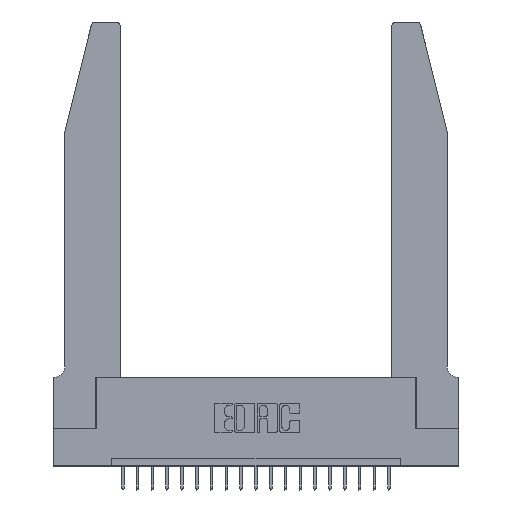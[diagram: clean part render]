
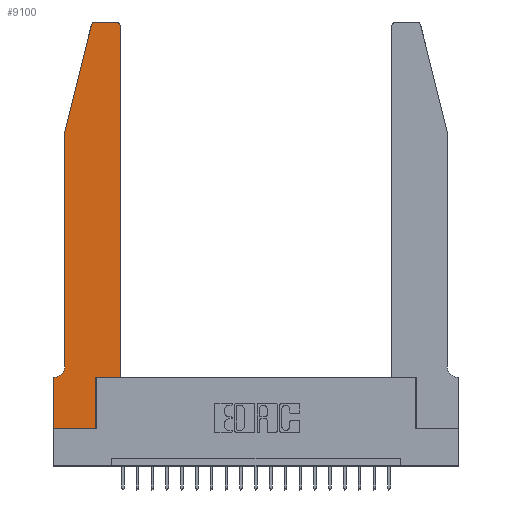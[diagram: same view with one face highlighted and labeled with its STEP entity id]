
A CAD part, top view. The second image highlights one B-rep face of the part: STEP entity #9100.
In plain terms, the highlighted planar face has unit normal (0, 0, 1).
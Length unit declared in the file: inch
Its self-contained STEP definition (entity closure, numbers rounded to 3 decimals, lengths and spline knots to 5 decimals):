
#9 = VERTEX_POINT ( 'NONE', #5723 ) ;
#214 = CARTESIAN_POINT ( 'NONE',  ( 0.4205, 2.72, 0.37 ) ) ;
#249 = LINE ( 'NONE', #8468, #5867 ) ;
#463 = VECTOR ( 'NONE', #1950, 39.37008 ) ;
#476 = EDGE_CURVE ( 'NONE', #2499, #15122, #13664, .T. ) ;
#501 = CARTESIAN_POINT ( 'NONE',  ( 0., 0., 0.37 ) ) ;
#504 = VERTEX_POINT ( 'NONE', #6984 ) ;
#706 = DIRECTION ( 'NONE',  ( 1., 0., 0. ) ) ;
#751 = LINE ( 'NONE', #20079, #9071 ) ;
#815 = EDGE_CURVE ( 'NONE', #15122, #2594, #751, .T. ) ;
#1410 = ORIENTED_EDGE ( 'NONE', *, *, #12269, .T. ) ;
#1617 = CARTESIAN_POINT ( 'NONE',  ( 0.25487, 2.72718, 0.37 ) ) ;
#1889 = VECTOR ( 'NONE', #16768, 39.37008 ) ;
#1894 = CARTESIAN_POINT ( 'NONE',  ( 0., 0.35, 0.37 ) ) ;
#1950 = DIRECTION ( 'NONE',  ( 0., 1., 0. ) ) ;
#2037 = PLANE ( 'NONE',  #7161 ) ;
#2499 = VERTEX_POINT ( 'NONE', #1617 ) ;
#2594 = VERTEX_POINT ( 'NONE', #13994 ) ;
#2671 = EDGE_CURVE ( 'NONE', #19501, #21029, #8434, .T. ) ;
#4476 = DIRECTION ( 'NONE',  ( 0., 0., 1. ) ) ;
#4985 = ORIENTED_EDGE ( 'NONE', *, *, #21360, .T. ) ;
#5332 = DIRECTION ( 'NONE',  ( 1., 0., 0. ) ) ;
#5362 = DIRECTION ( 'NONE',  ( 0., 0., 1. ) ) ;
#5723 = CARTESIAN_POINT ( 'NONE',  ( 0.4505, 0.35, 0.37 ) ) ;
#5867 = VECTOR ( 'NONE', #8236, 39.37008 ) ;
#6243 = CARTESIAN_POINT ( 'NONE',  ( 0.2605, 2.75, 0.37 ) ) ;
#6824 = CARTESIAN_POINT ( 'NONE',  ( 0.4505, 2.72, 0.37 ) ) ;
#6882 = LINE ( 'NONE', #6904, #463 ) ;
#6904 = CARTESIAN_POINT ( 'NONE',  ( 0.2865, 0.35, 0.37 ) ) ;
#6953 = VERTEX_POINT ( 'NONE', #18924 ) ;
#6984 = CARTESIAN_POINT ( 'NONE',  ( 0.0055, 0.35, 0.37 ) ) ;
#7054 = DIRECTION ( 'NONE',  ( -0.239, -0.971, 0. ) ) ;
#7161 = AXIS2_PLACEMENT_3D ( 'NONE', #1894, #13909, #5332 ) ;
#7889 = VECTOR ( 'NONE', #18968, 39.37008 ) ;
#8044 = LINE ( 'NONE', #16670, #17742 ) ;
#8236 = DIRECTION ( 'NONE',  ( -1., 0., 0. ) ) ;
#8394 = ORIENTED_EDGE ( 'NONE', *, *, #815, .T. ) ;
#8434 = LINE ( 'NONE', #8583, #7889 ) ;
#8468 = CARTESIAN_POINT ( 'NONE',  ( 0.0755, 0.35, 0.37 ) ) ;
#8583 = CARTESIAN_POINT ( 'NONE',  ( 0., 0., 0.37 ) ) ;
#8862 = LINE ( 'NONE', #6243, #1889 ) ;
#9071 = VECTOR ( 'NONE', #11399, 39.37008 ) ;
#9100 = ADVANCED_FACE ( 'NONE', ( #15648 ), #2037, .T. ) ;
#9414 = CARTESIAN_POINT ( 'NONE',  ( 0.0055, 0.42, 0.37 ) ) ;
#9891 = CARTESIAN_POINT ( 'NONE',  ( 0.284, 2.72, 0.37 ) ) ;
#10395 = CARTESIAN_POINT ( 'NONE',  ( 0.2865, 0., 0.37 ) ) ;
#10414 = CIRCLE ( 'NONE', #18297, 0.03 ) ;
#10583 = ORIENTED_EDGE ( 'NONE', *, *, #13238, .T. ) ;
#10645 = ORIENTED_EDGE ( 'NONE', *, *, #16657, .T. ) ;
#10963 = CARTESIAN_POINT ( 'NONE',  ( 0.4205, 2.75, 0.37 ) ) ;
#11399 = DIRECTION ( 'NONE',  ( 0., -1., 0. ) ) ;
#11592 = ORIENTED_EDGE ( 'NONE', *, *, #20297, .T. ) ;
#11649 = CARTESIAN_POINT ( 'NONE',  ( 0.4505, 0.35, 0.37 ) ) ;
#12269 = EDGE_CURVE ( 'NONE', #21029, #6953, #6882, .T. ) ;
#12345 = CIRCLE ( 'NONE', #15773, 0.03 ) ;
#12606 = EDGE_CURVE ( 'NONE', #13043, #2499, #10414, .T. ) ;
#12928 = CARTESIAN_POINT ( 'NONE',  ( 0., 0.35, 0.37 ) ) ;
#13043 = VERTEX_POINT ( 'NONE', #21438 ) ;
#13228 = DIRECTION ( 'NONE',  ( 0., -1., 0. ) ) ;
#13238 = EDGE_CURVE ( 'NONE', #16671, #13043, #8862, .T. ) ;
#13570 = EDGE_CURVE ( 'NONE', #2594, #504, #18014, .T. ) ;
#13664 = LINE ( 'NONE', #17572, #19047 ) ;
#13909 = DIRECTION ( 'NONE',  ( 0., 0., 1. ) ) ;
#13994 = CARTESIAN_POINT ( 'NONE',  ( 0.0755, 0.42, 0.37 ) ) ;
#14555 = LINE ( 'NONE', #11649, #17497 ) ;
#14734 = DIRECTION ( 'NONE',  ( 0., 0., -1. ) ) ;
#14916 = ORIENTED_EDGE ( 'NONE', *, *, #12606, .T. ) ;
#15007 = EDGE_CURVE ( 'NONE', #504, #21337, #249, .T. ) ;
#15122 = VERTEX_POINT ( 'NONE', #15598 ) ;
#15208 = VECTOR ( 'NONE', #706, 39.37008 ) ;
#15209 = EDGE_LOOP ( 'NONE', ( #10583, #14916, #16936, #8394, #16056, #20208, #4985, #21486, #1410, #10645, #21940, #11592 ) ) ;
#15489 = LINE ( 'NONE', #16217, #15208 ) ;
#15598 = CARTESIAN_POINT ( 'NONE',  ( 0.0755, 2., 0.37 ) ) ;
#15648 = FACE_OUTER_BOUND ( 'NONE', #15209, .T. ) ;
#15773 = AXIS2_PLACEMENT_3D ( 'NONE', #214, #5362, #19068 ) ;
#16056 = ORIENTED_EDGE ( 'NONE', *, *, #13570, .T. ) ;
#16217 = CARTESIAN_POINT ( 'NONE',  ( 0.4505, 0.35, 0.37 ) ) ;
#16657 = EDGE_CURVE ( 'NONE', #6953, #9, #15489, .T. ) ;
#16670 = CARTESIAN_POINT ( 'NONE',  ( 0., 0., 0.37 ) ) ;
#16671 = VERTEX_POINT ( 'NONE', #10963 ) ;
#16768 = DIRECTION ( 'NONE',  ( -1., 0., 0. ) ) ;
#16936 = ORIENTED_EDGE ( 'NONE', *, *, #476, .T. ) ;
#17497 = VECTOR ( 'NONE', #22246, 39.37008 ) ;
#17572 = CARTESIAN_POINT ( 'NONE',  ( 0.0755, 2., 0.37 ) ) ;
#17742 = VECTOR ( 'NONE', #13228, 39.37008 ) ;
#17857 = AXIS2_PLACEMENT_3D ( 'NONE', #9414, #14734, #21423 ) ;
#18014 = CIRCLE ( 'NONE', #17857, 0.07 ) ;
#18297 = AXIS2_PLACEMENT_3D ( 'NONE', #9891, #4476, #20135 ) ;
#18924 = CARTESIAN_POINT ( 'NONE',  ( 0.2865, 0.35, 0.37 ) ) ;
#18968 = DIRECTION ( 'NONE',  ( 1., 0., 0. ) ) ;
#19047 = VECTOR ( 'NONE', #7054, 39.37008 ) ;
#19068 = DIRECTION ( 'NONE',  ( 1., 0., 0. ) ) ;
#19501 = VERTEX_POINT ( 'NONE', #501 ) ;
#20079 = CARTESIAN_POINT ( 'NONE',  ( 0.0755, 2., 0.37 ) ) ;
#20135 = DIRECTION ( 'NONE',  ( 1., 0., 0. ) ) ;
#20208 = ORIENTED_EDGE ( 'NONE', *, *, #15007, .T. ) ;
#20297 = EDGE_CURVE ( 'NONE', #21509, #16671, #12345, .T. ) ;
#20927 = EDGE_CURVE ( 'NONE', #9, #21509, #14555, .T. ) ;
#21029 = VERTEX_POINT ( 'NONE', #10395 ) ;
#21337 = VERTEX_POINT ( 'NONE', #12928 ) ;
#21360 = EDGE_CURVE ( 'NONE', #21337, #19501, #8044, .T. ) ;
#21423 = DIRECTION ( 'NONE',  ( -1., 0., 0. ) ) ;
#21438 = CARTESIAN_POINT ( 'NONE',  ( 0.284, 2.75, 0.37 ) ) ;
#21486 = ORIENTED_EDGE ( 'NONE', *, *, #2671, .T. ) ;
#21509 = VERTEX_POINT ( 'NONE', #6824 ) ;
#21940 = ORIENTED_EDGE ( 'NONE', *, *, #20927, .T. ) ;
#22246 = DIRECTION ( 'NONE',  ( 0., 1., 0. ) ) ;
